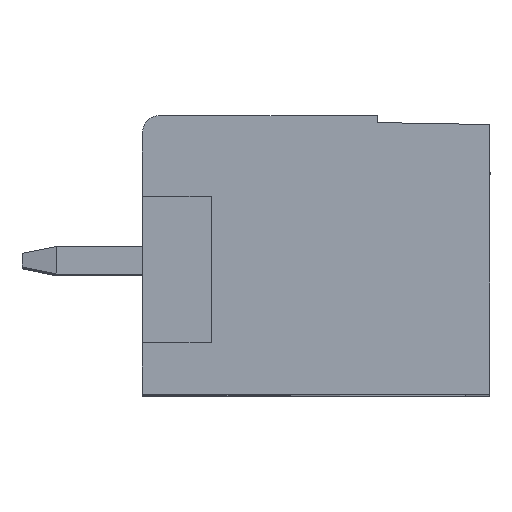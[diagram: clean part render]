
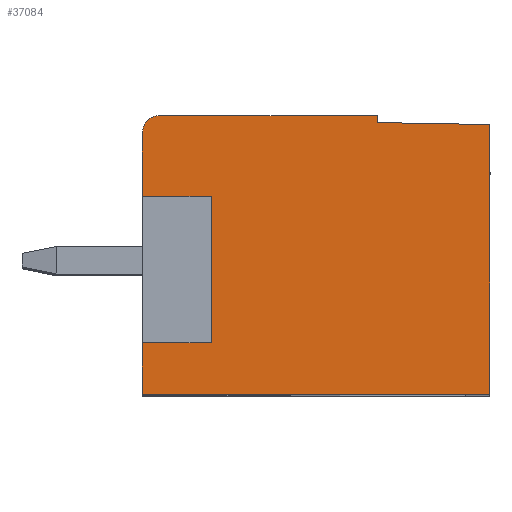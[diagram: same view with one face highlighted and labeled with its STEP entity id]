
A CAD part, top view. The second image highlights one B-rep face of the part: STEP entity #37084.
In plain terms, the highlighted planar face has unit normal (0, 0, 1).
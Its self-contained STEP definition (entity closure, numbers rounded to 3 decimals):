
#5=DIRECTION('',(0.,1.,0.));
#6=VECTOR('',#5,7.84);
#7=CARTESIAN_POINT('',(-10.615,0.099,168.212));
#8=LINE('',#7,#6);
#331=DIRECTION('',(0.,1.,0.));
#332=VECTOR('',#331,0.202);
#333=CARTESIAN_POINT('',(-13.889,7.997,168.212));
#334=LINE('',#333,#332);
#399=DIRECTION('',(0.,-1.,0.));
#400=VECTOR('',#399,1.85);
#401=CARTESIAN_POINT('',(-20.715,7.699,168.212));
#402=LINE('',#401,#400);
#415=DIRECTION('',(0.,-1.,0.));
#416=VECTOR('',#415,1.5);
#417=CARTESIAN_POINT('',(-20.715,1.599,168.212));
#418=LINE('',#417,#416);
#1335=DIRECTION('',(1.,0.,0.));
#1336=VECTOR('',#1335,10.1);
#1337=CARTESIAN_POINT('',(-20.715,0.099,
168.212));
#1338=LINE('',#1337,#1336);
#13339=DIRECTION('',(0.,1.,0.));
#13340=VECTOR('',#13339,4.25);
#13341=CARTESIAN_POINT('',(-18.715,1.599,
168.212));
#13342=LINE('',#13341,#13340);
#13343=DIRECTION('',(-1.,0.,0.));
#13344=VECTOR('',#13343,2.);
#13345=CARTESIAN_POINT('',(-18.715,5.849,
168.212));
#13346=LINE('',#13345,#13344);
#13347=CARTESIAN_POINT('',(-20.215,7.699,
168.212));
#13348=DIRECTION('',(0.,0.,-1.));
#13349=DIRECTION('',(-1.,0.,0.));
#13350=AXIS2_PLACEMENT_3D('',#13347,#13348,#13349);
#13352=DIRECTION('',(1.,0.,0.));
#13353=VECTOR('',#13352,6.326);
#13354=CARTESIAN_POINT('',(-20.215,8.199,
168.212));
#13355=LINE('',#13354,#13353);
#13356=DIRECTION('',(1.,-0.017,0.));
#13357=VECTOR('',#13356,3.274);
#13358=CARTESIAN_POINT('',(-13.889,7.997,
168.212));
#13359=LINE('',#13358,#13357);
#13360=DIRECTION('',(-1.,0.,0.));
#13361=VECTOR('',#13360,2.);
#13362=CARTESIAN_POINT('',(-18.715,1.599,
168.212));
#13363=LINE('',#13362,#13361);
#13384=CARTESIAN_POINT('',(-10.615,0.099,
168.212));
#13385=CARTESIAN_POINT('',(-10.615,7.94,
168.212));
#13386=VERTEX_POINT('',#13384);
#13387=VERTEX_POINT('',#13385);
#13460=CARTESIAN_POINT('',(-20.715,0.099,
168.212));
#13461=VERTEX_POINT('',#13460);
#13727=CARTESIAN_POINT('',(-13.889,7.997,
168.212));
#13728=VERTEX_POINT('',#13727);
#13729=CARTESIAN_POINT('',(-20.715,1.599,
168.212));
#13730=VERTEX_POINT('',#13729);
#13731=CARTESIAN_POINT('',(-18.715,1.599,
168.212));
#13732=VERTEX_POINT('',#13731);
#13733=CARTESIAN_POINT('',(-18.715,5.849,
168.212));
#13734=VERTEX_POINT('',#13733);
#13735=CARTESIAN_POINT('',(-20.715,5.849,
168.212));
#13736=VERTEX_POINT('',#13735);
#13737=CARTESIAN_POINT('',(-20.715,7.699,
168.212));
#13738=VERTEX_POINT('',#13737);
#13739=CARTESIAN_POINT('',(-20.215,8.199,
168.212));
#13740=VERTEX_POINT('',#13739);
#13741=CARTESIAN_POINT('',(-13.889,8.199,
168.212));
#13742=VERTEX_POINT('',#13741);
#37063=CARTESIAN_POINT('',(-10.615,0.099,
168.212));
#37064=DIRECTION('',(0.,0.,-1.));
#37065=DIRECTION('',(0.,1.,0.));
#37066=AXIS2_PLACEMENT_3D('',#37063,#37064,#37065);
#37067=PLANE('',#37066);
#37068=ORIENTED_EDGE('',*,*,#17519,.F.);
#37069=ORIENTED_EDGE('',*,*,#19157,.F.);
#37070=ORIENTED_EDGE('',*,*,#17904,.F.);
#37072=ORIENTED_EDGE('',*,*,#37071,.F.);
#37074=ORIENTED_EDGE('',*,*,#37073,.T.);
#37076=ORIENTED_EDGE('',*,*,#37075,.T.);
#37077=ORIENTED_EDGE('',*,*,#17896,.F.);
#37078=ORIENTED_EDGE('',*,*,#17861,.T.);
#37079=ORIENTED_EDGE('',*,*,#17846,.T.);
#37080=ORIENTED_EDGE('',*,*,#17831,.F.);
#37081=ORIENTED_EDGE('',*,*,#17816,.T.);
#37082=EDGE_LOOP('',(#37068,#37069,#37070,#37072,#37074,#37076,#37077,#37078,
#37079,#37080,#37081));
#37083=FACE_OUTER_BOUND('',#37082,.F.);
#13351=CIRCLE('',#13350,0.5);
#17519=EDGE_CURVE('',#13386,#13387,#8,.T.);
#17816=EDGE_CURVE('',#13728,#13387,#13359,.T.);
#17831=EDGE_CURVE('',#13728,#13742,#334,.T.);
#17846=EDGE_CURVE('',#13740,#13742,#13355,.T.);
#17861=EDGE_CURVE('',#13738,#13740,#13351,.T.);
#17896=EDGE_CURVE('',#13738,#13736,#402,.T.);
#17904=EDGE_CURVE('',#13730,#13461,#418,.T.);
#19157=EDGE_CURVE('',#13461,#13386,#1338,.T.);
#37071=EDGE_CURVE('',#13732,#13730,#13363,.T.);
#37073=EDGE_CURVE('',#13732,#13734,#13342,.T.);
#37075=EDGE_CURVE('',#13734,#13736,#13346,.T.);
#37084=ADVANCED_FACE('',(#37083),#37067,.F.);
